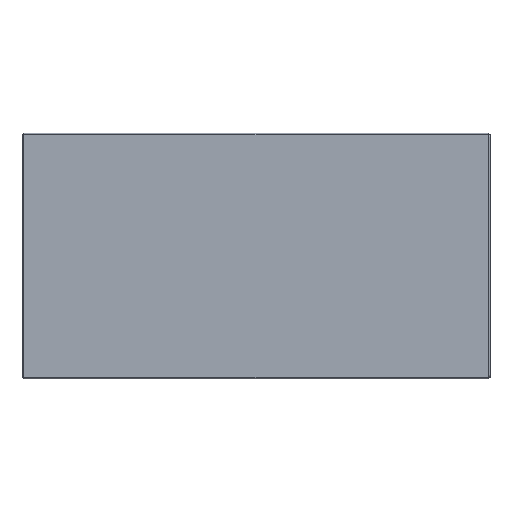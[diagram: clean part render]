
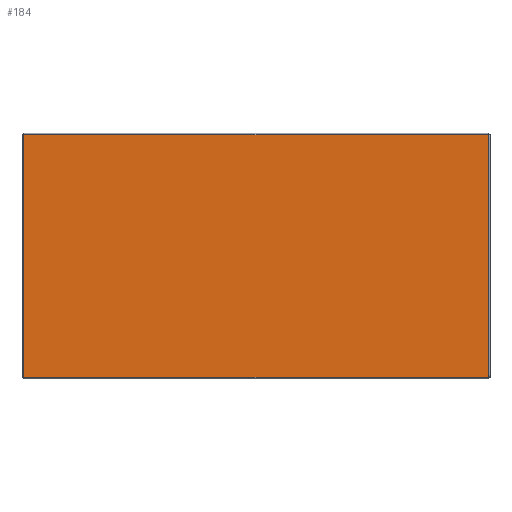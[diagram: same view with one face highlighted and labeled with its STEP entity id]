
A CAD part, top view. The second image highlights one B-rep face of the part: STEP entity #184.
In plain terms, the highlighted planar face has unit normal (0, 0, 1).
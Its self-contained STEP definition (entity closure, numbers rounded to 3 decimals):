
#120 = EDGE_CURVE ( 'NONE', #1463, #1152, #152, .T. ) ;
#152 = LINE ( 'NONE', #294, #485 ) ;
#184 = ADVANCED_FACE ( 'NONE', ( #1065 ), #1359, .T. ) ;
#216 = VECTOR ( 'NONE', #671, 1000. ) ;
#294 = CARTESIAN_POINT ( 'NONE',  ( -450., -234.5, 0. ) ) ;
#298 = LINE ( 'NONE', #1309, #358 ) ;
#343 = DIRECTION ( 'NONE',  ( 0., 0., 1. ) ) ;
#358 = VECTOR ( 'NONE', #1583, 1000. ) ;
#472 = CARTESIAN_POINT ( 'NONE',  ( -450., -234.5, 0. ) ) ;
#473 = CARTESIAN_POINT ( 'NONE',  ( 0., 0., 0. ) ) ;
#485 = VECTOR ( 'NONE', #1420, 1000. ) ;
#520 = ORIENTED_EDGE ( 'NONE', *, *, #904, .T. ) ;
#559 = EDGE_CURVE ( 'NONE', #872, #1152, #563, .T. ) ;
#563 = LINE ( 'NONE', #1428, #216 ) ;
#654 = CARTESIAN_POINT ( 'NONE',  ( 450., -234.5, 0. ) ) ;
#671 = DIRECTION ( 'NONE',  ( -1., 0., 0. ) ) ;
#696 = VERTEX_POINT ( 'NONE', #654 ) ;
#713 = ORIENTED_EDGE ( 'NONE', *, *, #559, .T. ) ;
#833 = EDGE_LOOP ( 'NONE', ( #713, #1303, #520, #1094 ) ) ;
#872 = VERTEX_POINT ( 'NONE', #1406 ) ;
#904 = EDGE_CURVE ( 'NONE', #1463, #696, #1317, .T. ) ;
#1011 = EDGE_CURVE ( 'NONE', #872, #696, #298, .T. ) ;
#1029 = CARTESIAN_POINT ( 'NONE',  ( -453., -234.5, 0. ) ) ;
#1065 = FACE_OUTER_BOUND ( 'NONE', #833, .T. ) ;
#1094 = ORIENTED_EDGE ( 'NONE', *, *, #1011, .F. ) ;
#1152 = VERTEX_POINT ( 'NONE', #1410 ) ;
#1303 = ORIENTED_EDGE ( 'NONE', *, *, #120, .F. ) ;
#1309 = CARTESIAN_POINT ( 'NONE',  ( 450., 234.5, 0. ) ) ;
#1317 = LINE ( 'NONE', #1029, #1509 ) ;
#1359 = PLANE ( 'NONE',  #1385 ) ;
#1385 = AXIS2_PLACEMENT_3D ( 'NONE', #473, #343, #1476 ) ;
#1406 = CARTESIAN_POINT ( 'NONE',  ( 450., 234.5, 0. ) ) ;
#1410 = CARTESIAN_POINT ( 'NONE',  ( -450., 234.5, 0. ) ) ;
#1412 = DIRECTION ( 'NONE',  ( 1., 0., 0. ) ) ;
#1420 = DIRECTION ( 'NONE',  ( 0., 1., 0. ) ) ;
#1428 = CARTESIAN_POINT ( 'NONE',  ( -453., 234.5, 0. ) ) ;
#1463 = VERTEX_POINT ( 'NONE', #472 ) ;
#1476 = DIRECTION ( 'NONE',  ( 1., 0., 0. ) ) ;
#1509 = VECTOR ( 'NONE', #1412, 1000. ) ;
#1583 = DIRECTION ( 'NONE',  ( 0., -1., 0. ) ) ;
